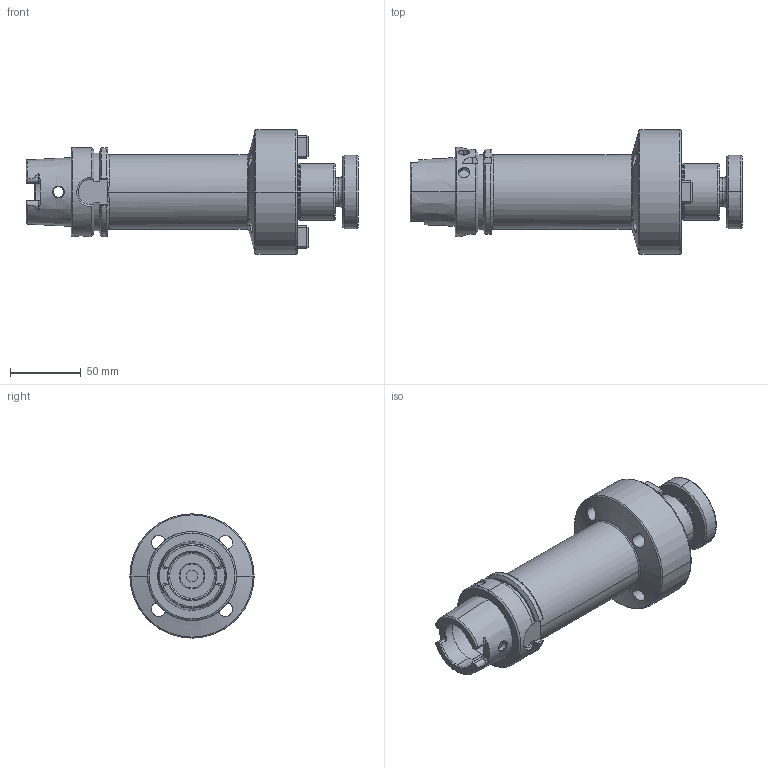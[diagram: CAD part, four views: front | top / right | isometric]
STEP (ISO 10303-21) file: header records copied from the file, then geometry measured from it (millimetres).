
FILE_DESCRIPTION (( 'STEP AP203' ), '1' );
FILE_NAME ('FWA063H-FMH40160.STEP', '2024-07-09T10:16:04', ( '' ), ( '' ), 'SwSTEP 2.0', 'SolidWorks 2024', '' );
FILE_SCHEMA (( 'CONFIG_CONTROL_DESIGN' ));
Length unit declared in the file: millimetre
Products named in the file (7): HSKA100FMH40160WW; CCS-M20-40; FWA063H-FMH40160; CCS-M20-40-2; PLUG KEY 16-40; CCS-M20-40-1
Assembly tree (7 placements, depth 4):
  FWA063H-FMH40160
    HSKA100FMH40160WW
      HSKA100FMH40160WW
      PLUG KEY 16-40  x2
      CCS-M20-40
        CCS-M20-40-1
        CCS-M20-40-2
Bounding box: 234.95 x 88 x 88 mm (x, y, z)
Volume: 537800.5 mm3; surface area: 82518 mm2
Topology: 5 solids, 5 shells, 339 faces, 826 edges, 503 vertices
Faces by surface type: plane 109, cylinder 97, cone 67, torus 50, bspline 16
Entity records: 11518 total; most frequent: CARTESIAN_POINT 3796, DIRECTION 1478, ORIENTED_EDGE 1452, EDGE_CURVE 726, AXIS2_PLACEMENT_3D 600, VERTEX_POINT 445, EDGE_LOOP 331, CIRCLE 302
